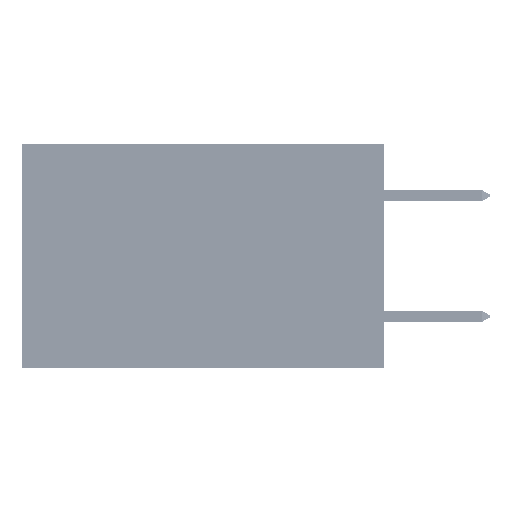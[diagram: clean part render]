
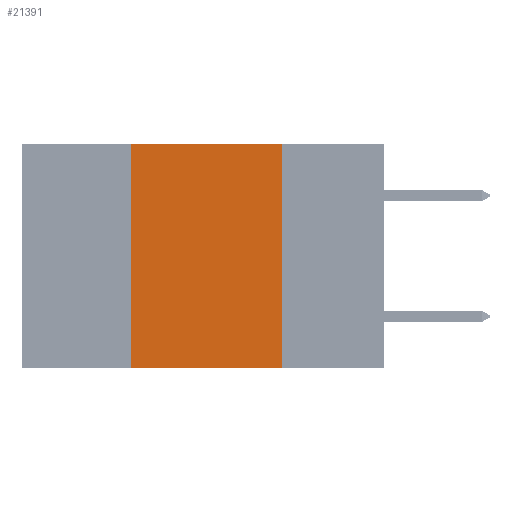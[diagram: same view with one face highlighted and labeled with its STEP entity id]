
A CAD part, left-side view. The second image highlights one B-rep face of the part: STEP entity #21391.
In plain terms, the highlighted planar face has unit normal (-1, 0, 0).
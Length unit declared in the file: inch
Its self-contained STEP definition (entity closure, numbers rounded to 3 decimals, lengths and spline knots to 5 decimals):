
#686 = LINE ( 'NONE', #31204, #48109 ) ;
#1117 = DIRECTION ( 'NONE',  ( 1., 0., 0. ) ) ;
#2499 = VERTEX_POINT ( 'NONE', #44753 ) ;
#6767 = LINE ( 'NONE', #40735, #28358 ) ;
#7138 = VERTEX_POINT ( 'NONE', #31896 ) ;
#9009 = CARTESIAN_POINT ( 'NONE',  ( 0., 0.6, 0. ) ) ;
#11347 = VERTEX_POINT ( 'NONE', #38123 ) ;
#13572 = LINE ( 'NONE', #20943, #29135 ) ;
#13637 = LINE ( 'NONE', #39980, #26048 ) ;
#14090 = ORIENTED_EDGE ( 'NONE', *, *, #16605, .F. ) ;
#15705 = DIRECTION ( 'NONE',  ( 0., -1., 0. ) ) ;
#16605 = EDGE_CURVE ( 'NONE', #2499, #11347, #13637, .T. ) ;
#17208 = EDGE_CURVE ( 'NONE', #28567, #11347, #686, .T. ) ;
#20943 = CARTESIAN_POINT ( 'NONE',  ( 0., 0.42, 0. ) ) ;
#21018 = DIRECTION ( 'NONE',  ( 0., -1., 0. ) ) ;
#21262 = DIRECTION ( 'NONE',  ( 0., 0., -1. ) ) ;
#21391 = ADVANCED_FACE ( 'NONE', ( #42722 ), #24228, .F. ) ;
#23393 = CARTESIAN_POINT ( 'NONE',  ( 0., 0.42, -0.37 ) ) ;
#24228 = PLANE ( 'NONE',  #35209 ) ;
#26048 = VECTOR ( 'NONE', #21262, 39.37008 ) ;
#27702 = EDGE_CURVE ( 'NONE', #7138, #2499, #6767, .T. ) ;
#27935 = DIRECTION ( 'NONE',  ( 0., 0., -1. ) ) ;
#28358 = VECTOR ( 'NONE', #21018, 39.37008 ) ;
#28567 = VERTEX_POINT ( 'NONE', #23393 ) ;
#29135 = VECTOR ( 'NONE', #43607, 39.37008 ) ;
#31204 = CARTESIAN_POINT ( 'NONE',  ( 0., 0.6, -0.37 ) ) ;
#31896 = CARTESIAN_POINT ( 'NONE',  ( 0., 0.42, 0. ) ) ;
#35209 = AXIS2_PLACEMENT_3D ( 'NONE', #9009, #1117, #27935 ) ;
#37824 = EDGE_LOOP ( 'NONE', ( #14090, #45266, #47100, #38875 ) ) ;
#38123 = CARTESIAN_POINT ( 'NONE',  ( 0., 0.17, -0.37 ) ) ;
#38875 = ORIENTED_EDGE ( 'NONE', *, *, #17208, .T. ) ;
#39980 = CARTESIAN_POINT ( 'NONE',  ( 0., 0.17, 0. ) ) ;
#40735 = CARTESIAN_POINT ( 'NONE',  ( 0., 0.6, 0. ) ) ;
#42722 = FACE_OUTER_BOUND ( 'NONE', #37824, .T. ) ;
#43607 = DIRECTION ( 'NONE',  ( 0., 0., 1. ) ) ;
#44753 = CARTESIAN_POINT ( 'NONE',  ( 0., 0.17, 0. ) ) ;
#45266 = ORIENTED_EDGE ( 'NONE', *, *, #27702, .F. ) ;
#45912 = EDGE_CURVE ( 'NONE', #28567, #7138, #13572, .T. ) ;
#47100 = ORIENTED_EDGE ( 'NONE', *, *, #45912, .F. ) ;
#48109 = VECTOR ( 'NONE', #15705, 39.37008 ) ;
